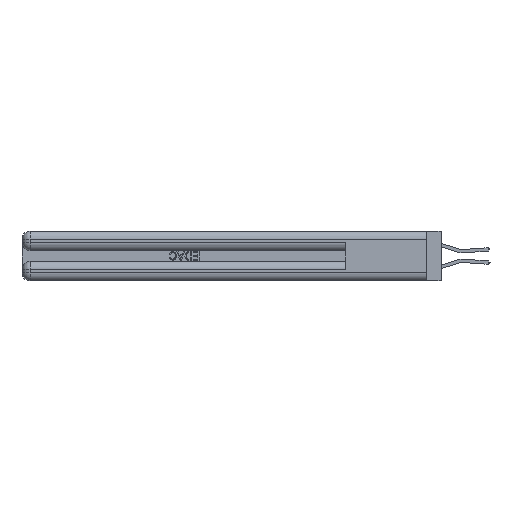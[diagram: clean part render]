
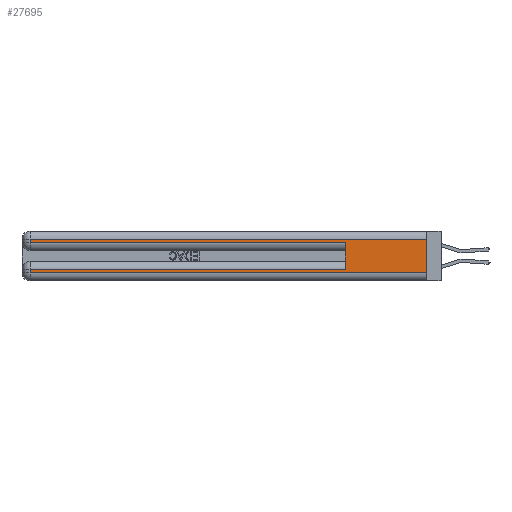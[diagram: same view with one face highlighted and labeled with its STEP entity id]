
A CAD part, left-side view. The second image highlights one B-rep face of the part: STEP entity #27695.
In plain terms, the highlighted planar face has unit normal (-1, 0, 0).
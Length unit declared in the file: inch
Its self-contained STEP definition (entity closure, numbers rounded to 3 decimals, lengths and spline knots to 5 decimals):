
#581 = FACE_OUTER_BOUND ( 'NONE', #23532, .T. ) ;
#1233 = CARTESIAN_POINT ( 'NONE',  ( 0., 2.94, 0.06 ) ) ;
#1688 = VERTEX_POINT ( 'NONE', #17127 ) ;
#2256 = DIRECTION ( 'NONE',  ( 0., -1., 0. ) ) ;
#3938 = EDGE_CURVE ( 'NONE', #38627, #8394, #14089, .T. ) ;
#4231 = ORIENTED_EDGE ( 'NONE', *, *, #19920, .T. ) ;
#4819 = DIRECTION ( 'NONE',  ( 0., -1., 0. ) ) ;
#5730 = LINE ( 'NONE', #15182, #20999 ) ;
#7295 = ORIENTED_EDGE ( 'NONE', *, *, #3938, .T. ) ;
#7496 = CARTESIAN_POINT ( 'NONE',  ( 0., 2.94, 0.285 ) ) ;
#8247 = LINE ( 'NONE', #36175, #32937 ) ;
#8394 = VERTEX_POINT ( 'NONE', #14236 ) ;
#8401 = CARTESIAN_POINT ( 'NONE',  ( 0., 0., 0.37 ) ) ;
#9384 = DIRECTION ( 'NONE',  ( 0., 0., 1. ) ) ;
#11467 = CARTESIAN_POINT ( 'NONE',  ( 0., 0., 0.31 ) ) ;
#11639 = CARTESIAN_POINT ( 'NONE',  ( 0., 2.94, 0.31 ) ) ;
#11845 = DIRECTION ( 'NONE',  ( 0., 0., -1. ) ) ;
#11920 = ORIENTED_EDGE ( 'NONE', *, *, #38356, .T. ) ;
#13977 = CARTESIAN_POINT ( 'NONE',  ( 0., 0., 0.31 ) ) ;
#14073 = EDGE_CURVE ( 'NONE', #38627, #39869, #40885, .T. ) ;
#14089 = LINE ( 'NONE', #39079, #29158 ) ;
#14236 = CARTESIAN_POINT ( 'NONE',  ( 0., 2.94, 0.085 ) ) ;
#14716 = DIRECTION ( 'NONE',  ( 0., 1., 0. ) ) ;
#14948 = ORIENTED_EDGE ( 'NONE', *, *, #14073, .F. ) ;
#15182 = CARTESIAN_POINT ( 'NONE',  ( 0., 2.94, 0.37 ) ) ;
#15978 = CARTESIAN_POINT ( 'NONE',  ( 0., 0.6, 0.085 ) ) ;
#16865 = DIRECTION ( 'NONE',  ( 0., 1., 0. ) ) ;
#17037 = DIRECTION ( 'NONE',  ( 0., 0., -1. ) ) ;
#17127 = CARTESIAN_POINT ( 'NONE',  ( 0., 0., 0.06 ) ) ;
#18889 = VECTOR ( 'NONE', #2256, 39.37008 ) ;
#19476 = LINE ( 'NONE', #21041, #27001 ) ;
#19920 = EDGE_CURVE ( 'NONE', #22130, #37600, #8247, .T. ) ;
#20034 = ORIENTED_EDGE ( 'NONE', *, *, #22999, .T. ) ;
#20999 = VECTOR ( 'NONE', #37560, 39.37008 ) ;
#21041 = CARTESIAN_POINT ( 'NONE',  ( 0., 0., 0.285 ) ) ;
#21405 = EDGE_CURVE ( 'NONE', #37600, #39869, #19476, .T. ) ;
#21763 = CARTESIAN_POINT ( 'NONE',  ( 0., 0., 0.06 ) ) ;
#22014 = VERTEX_POINT ( 'NONE', #1233 ) ;
#22130 = VERTEX_POINT ( 'NONE', #11639 ) ;
#22694 = VECTOR ( 'NONE', #37408, 39.37008 ) ;
#22999 = EDGE_CURVE ( 'NONE', #22014, #1688, #35858, .T. ) ;
#23532 = EDGE_LOOP ( 'NONE', ( #27025, #11920, #4231, #39464, #14948, #7295, #34031, #20034 ) ) ;
#24675 = PLANE ( 'NONE',  #28239 ) ;
#24995 = VECTOR ( 'NONE', #9384, 39.37008 ) ;
#25498 = CARTESIAN_POINT ( 'NONE',  ( 0., 0.6, 0.145 ) ) ;
#26699 = LINE ( 'NONE', #11467, #41553 ) ;
#27001 = VECTOR ( 'NONE', #4819, 39.37008 ) ;
#27025 = ORIENTED_EDGE ( 'NONE', *, *, #30704, .F. ) ;
#27695 = ADVANCED_FACE ( 'NONE', ( #581 ), #24675, .F. ) ;
#27818 = CARTESIAN_POINT ( 'NONE',  ( 0., 0., 0.37 ) ) ;
#28239 = AXIS2_PLACEMENT_3D ( 'NONE', #8401, #31085, #11845 ) ;
#29158 = VECTOR ( 'NONE', #16865, 39.37008 ) ;
#30704 = EDGE_CURVE ( 'NONE', #31983, #1688, #40595, .T. ) ;
#31085 = DIRECTION ( 'NONE',  ( 1., 0., 0. ) ) ;
#31983 = VERTEX_POINT ( 'NONE', #13977 ) ;
#32133 = CARTESIAN_POINT ( 'NONE',  ( 0., 0.6, 0.285 ) ) ;
#32867 = EDGE_CURVE ( 'NONE', #8394, #22014, #5730, .T. ) ;
#32937 = VECTOR ( 'NONE', #17037, 39.37008 ) ;
#34031 = ORIENTED_EDGE ( 'NONE', *, *, #32867, .T. ) ;
#35858 = LINE ( 'NONE', #21763, #18889 ) ;
#36175 = CARTESIAN_POINT ( 'NONE',  ( 0., 2.94, 0.37 ) ) ;
#37408 = DIRECTION ( 'NONE',  ( 0., 0., -1. ) ) ;
#37560 = DIRECTION ( 'NONE',  ( 0., 0., -1. ) ) ;
#37600 = VERTEX_POINT ( 'NONE', #7496 ) ;
#38356 = EDGE_CURVE ( 'NONE', #31983, #22130, #26699, .T. ) ;
#38627 = VERTEX_POINT ( 'NONE', #15978 ) ;
#39079 = CARTESIAN_POINT ( 'NONE',  ( 0., 0., 0.085 ) ) ;
#39464 = ORIENTED_EDGE ( 'NONE', *, *, #21405, .T. ) ;
#39869 = VERTEX_POINT ( 'NONE', #32133 ) ;
#40595 = LINE ( 'NONE', #27818, #22694 ) ;
#40885 = LINE ( 'NONE', #25498, #24995 ) ;
#41553 = VECTOR ( 'NONE', #14716, 39.37008 ) ;
